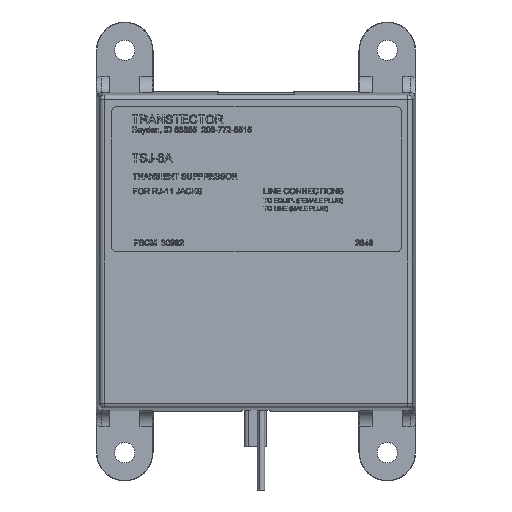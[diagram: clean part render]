
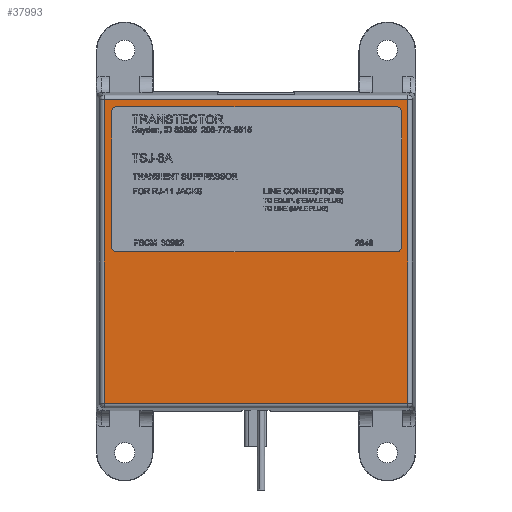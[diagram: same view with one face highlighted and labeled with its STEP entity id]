
A CAD part, front view. The second image highlights one B-rep face of the part: STEP entity #37993.
In plain terms, the highlighted face is planar.
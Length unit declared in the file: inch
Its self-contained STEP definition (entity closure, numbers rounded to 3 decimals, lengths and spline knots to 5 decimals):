
#220 = EDGE_CURVE ( 'NONE', #168105, #62831, #103886, .T. ) ;
#4926 = CARTESIAN_POINT ( 'NONE',  ( 1.04773, 0.88, 1.1 ) ) ;
#16029 = DIRECTION ( 'NONE',  ( 1., 0., 0. ) ) ;
#20781 = LINE ( 'NONE', #4926, #159147 ) ;
#26373 = DIRECTION ( 'NONE',  ( 0., 0., 1. ) ) ;
#32561 = ORIENTED_EDGE ( 'NONE', *, *, #51598, .T. ) ;
#33009 = ORIENTED_EDGE ( 'NONE', *, *, #150000, .T. ) ;
#37993 = ADVANCED_FACE ( 'NONE', ( #142847 ), #73606, .F. ) ;
#38120 = DIRECTION ( 'NONE',  ( 0., 0., -1. ) ) ;
#41533 = ORIENTED_EDGE ( 'NONE', *, *, #102297, .T. ) ;
#42173 = VERTEX_POINT ( 'NONE', #86290 ) ;
#48207 = VERTEX_POINT ( 'NONE', #89680 ) ;
#51598 = EDGE_CURVE ( 'NONE', #48207, #168105, #127471, .T. ) ;
#62831 = VERTEX_POINT ( 'NONE', #96061 ) ;
#63740 = CARTESIAN_POINT ( 'NONE',  ( -1.1, 0.88, -1.04773 ) ) ;
#73606 = PLANE ( 'NONE',  #98273 ) ;
#78253 = DIRECTION ( 'NONE',  ( -1., 0., 0. ) ) ;
#85325 = VECTOR ( 'NONE', #26373, 39.37008 ) ;
#86290 = CARTESIAN_POINT ( 'NONE',  ( 1.04773, 0.88, -1.04773 ) ) ;
#89545 = DIRECTION ( 'NONE',  ( 0., 0., -1. ) ) ;
#89680 = CARTESIAN_POINT ( 'NONE',  ( -1.04773, 0.88, -1.04773 ) ) ;
#89904 = CARTESIAN_POINT ( 'NONE',  ( -1.04773, 0.88, 1.1 ) ) ;
#92307 = CARTESIAN_POINT ( 'NONE',  ( -1.1, 0.88, 1.1 ) ) ;
#93816 = EDGE_LOOP ( 'NONE', ( #33009, #41533, #32561, #102074 ) ) ;
#96061 = CARTESIAN_POINT ( 'NONE',  ( 1.04773, 0.88, 1.04773 ) ) ;
#98273 = AXIS2_PLACEMENT_3D ( 'NONE', #92307, #168240, #89545 ) ;
#102074 = ORIENTED_EDGE ( 'NONE', *, *, #220, .T. ) ;
#102297 = EDGE_CURVE ( 'NONE', #42173, #48207, #133946, .T. ) ;
#103886 = LINE ( 'NONE', #126646, #190196 ) ;
#124047 = VECTOR ( 'NONE', #78253, 39.37008 ) ;
#126646 = CARTESIAN_POINT ( 'NONE',  ( -1.1, 0.88, 1.04773 ) ) ;
#127471 = LINE ( 'NONE', #89904, #85325 ) ;
#133946 = LINE ( 'NONE', #63740, #124047 ) ;
#142847 = FACE_OUTER_BOUND ( 'NONE', #93816, .T. ) ;
#150000 = EDGE_CURVE ( 'NONE', #62831, #42173, #20781, .T. ) ;
#159147 = VECTOR ( 'NONE', #38120, 39.37008 ) ;
#168105 = VERTEX_POINT ( 'NONE', #177689 ) ;
#168240 = DIRECTION ( 'NONE',  ( 0., -1., 0. ) ) ;
#177689 = CARTESIAN_POINT ( 'NONE',  ( -1.04773, 0.88, 1.04773 ) ) ;
#190196 = VECTOR ( 'NONE', #16029, 39.37008 ) ;
